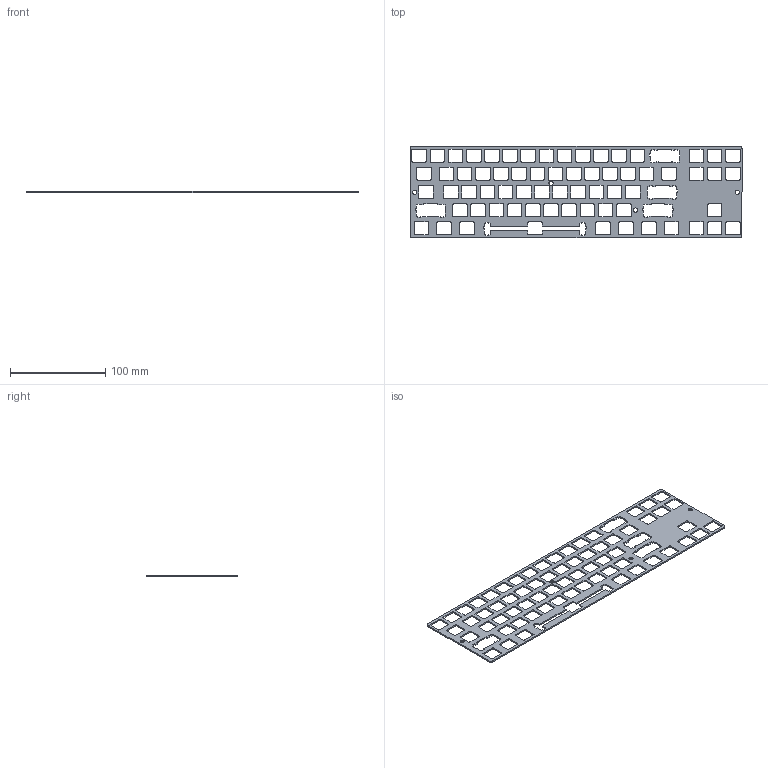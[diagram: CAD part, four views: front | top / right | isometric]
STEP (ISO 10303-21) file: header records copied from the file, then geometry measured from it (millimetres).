
FILE_DESCRIPTION (( 'STEP AP214' ), '1' );
FILE_NAME ('prosaic-switch-plate.STEP', '2020-07-24T04:51:19', ( '' ), ( '' ), 'SwSTEP 2.0', 'SolidWorks 2018', '' );
FILE_SCHEMA (( 'AUTOMOTIVE_DESIGN' ));
Length unit declared in the file: inch
Products named in the file (1): prosaic-switch-plate
Bounding box: 347.86 x 95.45 x 1.5 mm (x, y, z)
Volume: 25320.9 mm3; surface area: 41980.1 mm2
Topology: 1 solids, 1 shells, 1114 faces, 3336 edges, 2224 vertices
Faces by surface type: plane 1106, cylinder 8
Entity records: 37076 total; most frequent: CARTESIAN_POINT 6675, ORIENTED_EDGE 6672, DIRECTION 5582, EDGE_CURVE 3336, LINE 3320, VECTOR 3320, VERTEX_POINT 2224, EDGE_LOOP 1264
